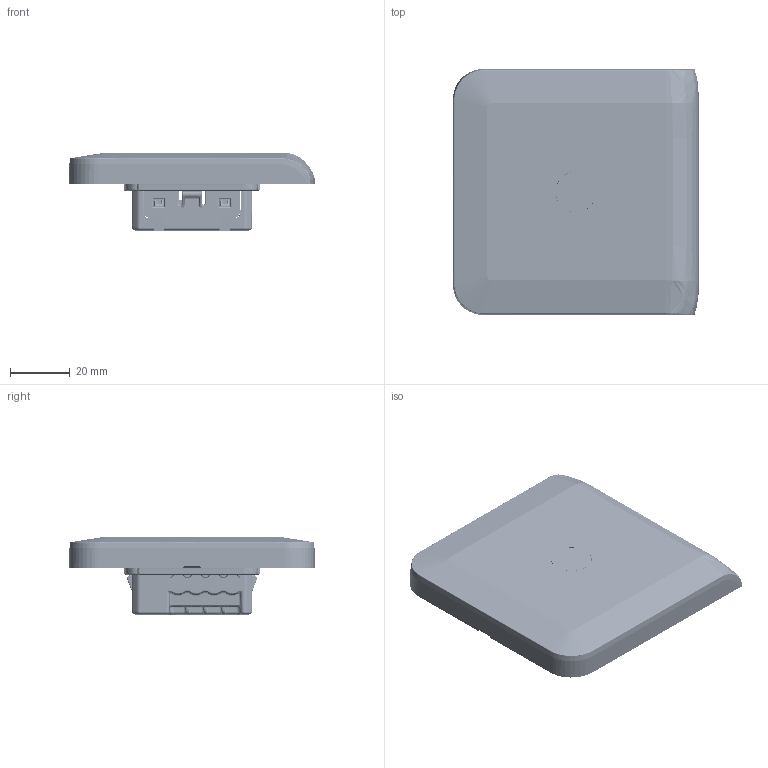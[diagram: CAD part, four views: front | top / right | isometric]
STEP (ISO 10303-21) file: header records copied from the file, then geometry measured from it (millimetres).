
FILE_DESCRIPTION(('CATIA V5 STEP Exchange','CAx-IF Rec.Pracs.--- Model Styling and Organization---1.5--- 2016-08-15','CAx-IF Rec.Pracs.---Supplemental Geometry---1.0---2011-11-01','CAx-IF Rec.Pracs.--- Composite Materials ---1.1---2010-07-15'),'2;1');
FILE_NAME('076695L-96L.stp','2024-12-11T07:49:58+00:00',('none'),('none'),'CATIA Version 5-6 Release 2020 SP5','CATIA V5 STEP AP214 v2','none');
FILE_SCHEMA(('AUTOMOTIVE_DESIGN { 1 0 10303 214 1 1 1 1 }'));
Products named in the file (1): 076695L-96L _AllCATPart
Bounding box: 82.1 x 82.11 x 26.11 mm (x, y, z)
Volume: 36513.3 mm3; surface area: 49595.4 mm2
Topology: 6 solids, 6 shells, 11706 faces, 33307 edges, 21599 vertices
Faces by surface type: plane 8675, cylinder 1327, bspline 721, cone 395, torus 347, sphere 134, extrusion 107
Entity records: 415853 total; most frequent: CARTESIAN_POINT 130050, ORIENTED_EDGE 66238, DIRECTION 45116, EDGE_CURVE 33119, VECTOR 23109, LINE 23002, VERTEX_POINT 21599, AXIS2_PLACEMENT_3D 12275
